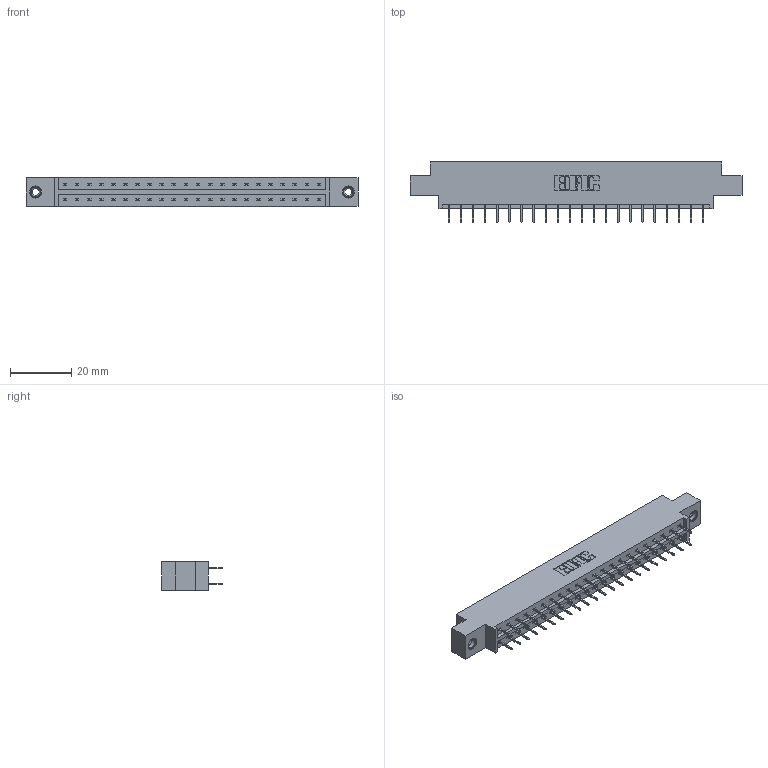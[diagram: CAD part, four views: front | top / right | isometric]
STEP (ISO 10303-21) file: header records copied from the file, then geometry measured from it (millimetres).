
FILE_DESCRIPTION (( 'STEP AP203' ), '1' );
FILE_NAME ('833-044-524-808.STEP', '2020-06-04T01:10:47', ( '' ), ( '' ), 'SwSTEP 2.0', 'SolidWorks 2020', '' );
FILE_SCHEMA (( 'CONFIG_CONTROL_DESIGN' ));
Length unit declared in the file: inch
Products named in the file (4): 345-250-001_345-250-003-102; 345-292-001_345-293-124; 833 Part_Offset - .156 Dia - TI; 833-044-524-808
Assembly tree (47 placements, depth 2):
  833-044-524-808
    833 Part_Offset - .156 Dia - TI
    345-292-001_345-293-124  x44
    345-250-001_345-250-003-102  x2
Bounding box: 108.71 x 19.69 x 9.4 mm (x, y, z)
Volume: 10610.9 mm3; surface area: 12372.6 mm2
Topology: 47 solids, 47 shells, 2642 faces, 7455 edges, 4786 vertices
Faces by surface type: plane 1954, cylinder 672, cone 12, torus 4
Entity records: 18132 total; most frequent: CARTESIAN_POINT 3013, ORIENTED_EDGE 2942, DIRECTION 2641, EDGE_CURVE 1471, LINE 1327, VECTOR 1327, VERTEX_POINT 972, AXIS2_PLACEMENT_3D 657
